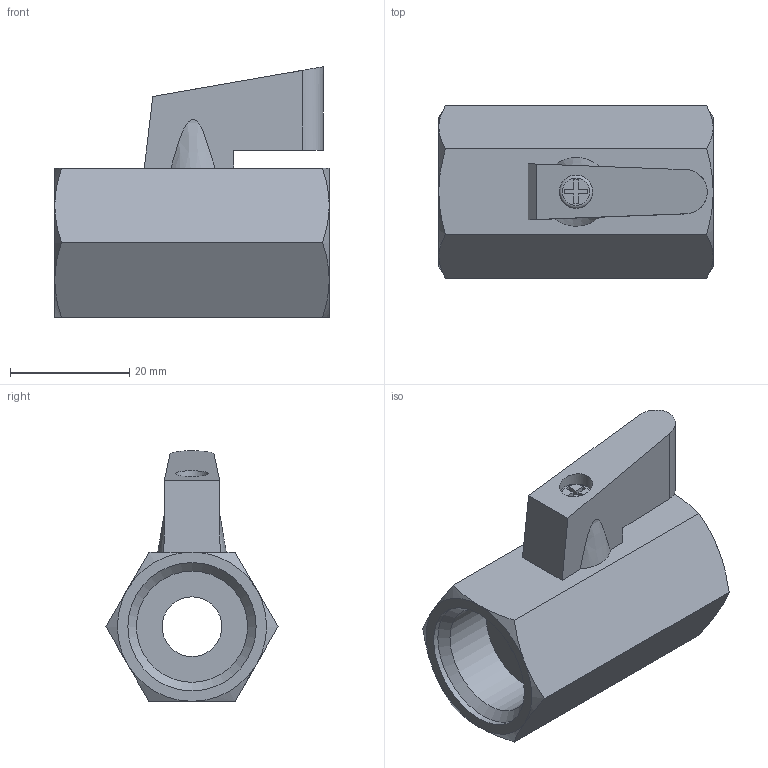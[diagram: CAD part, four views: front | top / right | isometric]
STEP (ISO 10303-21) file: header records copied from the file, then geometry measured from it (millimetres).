
FILE_DESCRIPTION(( 'MV.24.00.12X.STP' ), '1');
FILE_NAME( 'MV.24.00.12X.STP', '2018-10-23T11:15:49',( 'Sopra'),('sopra-pneumatic.com'), 'SwSTEP 2.0','SolidWorks 2009','' );
FILE_SCHEMA (('AUTOMOTIVE_DESIGN { 1 0 10303 214 1 1 1 1 }'));
Length unit declared in the file: millimetre
Products named in the file (4): Root; Griff; Schraube; 500105
Assembly tree (3 placements, depth 2):
  Root
    Griff
    Schraube
    500105
Bounding box: 46 x 28.87 x 42 mm (x, y, z)
Volume: 18960.5 mm3; surface area: 9027.4 mm2
Topology: 3 solids, 3 shells, 68 faces, 153 edges, 99 vertices
Faces by surface type: plane 40, cone 16, cylinder 11, torus 1
Full cylindrical faces by diameter (mm): 2.5 x1, 2.8 x1, 5.6 x2, 7.8 x1, 10 x1, 18.631 x2, 21.5 x2
Entity records: 3237 total; most frequent: DIRECTION 346, CARTESIAN_POINT 303, PRESENTATION_STYLE_ASSIGNMENT 273, COLOUR_RGB 272, DRAUGHTING_PRE_DEFINED_CURVE_FONT 270, CURVE_STYLE 270, OVER_RIDING_STYLED_ITEM 270, ORIENTED_EDGE 270
